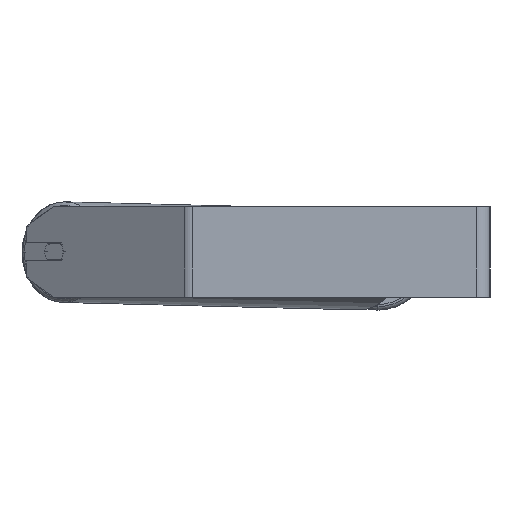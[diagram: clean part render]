
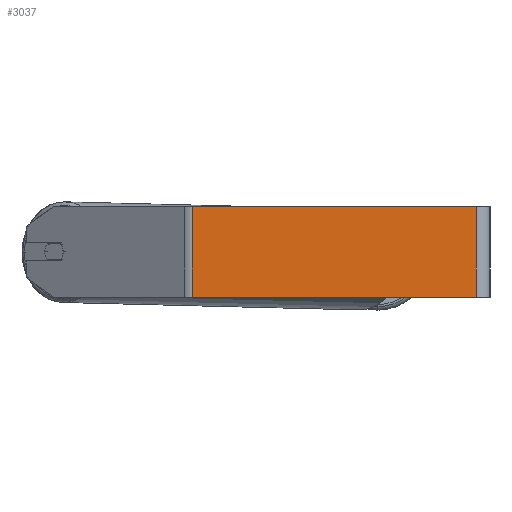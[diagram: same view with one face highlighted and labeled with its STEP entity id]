
A CAD part, left-side view. The second image highlights one B-rep face of the part: STEP entity #3037.
In plain terms, the highlighted planar face has unit normal (-1, 0, 0).
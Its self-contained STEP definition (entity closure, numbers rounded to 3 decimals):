
#133 = VECTOR ( 'NONE', #3574, 1000. ) ;
#587 = ORIENTED_EDGE ( 'NONE', *, *, #635, .T. ) ;
#635 = EDGE_CURVE ( 'NONE', #3946, #2295, #6937, .T. ) ;
#705 = EDGE_LOOP ( 'NONE', ( #7259, #1868, #6192, #587 ) ) ;
#742 = AXIS2_PLACEMENT_3D ( 'NONE', #8436, #8294, #2208 ) ;
#781 = CARTESIAN_POINT ( 'NONE',  ( -745., 263.088, 40. ) ) ;
#872 = CARTESIAN_POINT ( 'NONE',  ( -745., 263.088, 40. ) ) ;
#1276 = VECTOR ( 'NONE', #2312, 1000. ) ;
#1331 = CARTESIAN_POINT ( 'NONE',  ( -745., 266.872, 40. ) ) ;
#1397 = CARTESIAN_POINT ( 'NONE',  ( -745., 12., -40. ) ) ;
#1694 = LINE ( 'NONE', #7077, #3131 ) ;
#1855 = EDGE_CURVE ( 'NONE', #2295, #2687, #3020, .T. ) ;
#1868 = ORIENTED_EDGE ( 'NONE', *, *, #2775, .F. ) ;
#2208 = DIRECTION ( 'NONE',  ( 0., 0., -1. ) ) ;
#2295 = VERTEX_POINT ( 'NONE', #3643 ) ;
#2312 = DIRECTION ( 'NONE',  ( 0., -1., 0. ) ) ;
#2687 = VERTEX_POINT ( 'NONE', #1397 ) ;
#2775 = EDGE_CURVE ( 'NONE', #5174, #2687, #1694, .T. ) ;
#3020 = LINE ( 'NONE', #5857, #1276 ) ;
#3037 = ADVANCED_FACE ( 'NONE', ( #3699 ), #5064, .F. ) ;
#3131 = VECTOR ( 'NONE', #8359, 1000. ) ;
#3574 = DIRECTION ( 'NONE',  ( 0., 0., -1. ) ) ;
#3643 = CARTESIAN_POINT ( 'NONE',  ( -745., 263.088, -40. ) ) ;
#3699 = FACE_OUTER_BOUND ( 'NONE', #705, .T. ) ;
#3946 = VERTEX_POINT ( 'NONE', #781 ) ;
#4399 = CARTESIAN_POINT ( 'NONE',  ( -745., 12., 40. ) ) ;
#5064 = PLANE ( 'NONE',  #742 ) ;
#5174 = VERTEX_POINT ( 'NONE', #4399 ) ;
#5227 = EDGE_CURVE ( 'NONE', #3946, #5174, #7274, .T. ) ;
#5826 = VECTOR ( 'NONE', #6022, 1000. ) ;
#5857 = CARTESIAN_POINT ( 'NONE',  ( -745., 266.872, -40. ) ) ;
#6022 = DIRECTION ( 'NONE',  ( 0., -1., 0. ) ) ;
#6192 = ORIENTED_EDGE ( 'NONE', *, *, #5227, .F. ) ;
#6937 = LINE ( 'NONE', #872, #133 ) ;
#7077 = CARTESIAN_POINT ( 'NONE',  ( -745., 12., 40. ) ) ;
#7259 = ORIENTED_EDGE ( 'NONE', *, *, #1855, .T. ) ;
#7274 = LINE ( 'NONE', #1331, #5826 ) ;
#8294 = DIRECTION ( 'NONE',  ( 1., 0., 0. ) ) ;
#8359 = DIRECTION ( 'NONE',  ( 0., 0., -1. ) ) ;
#8436 = CARTESIAN_POINT ( 'NONE',  ( -745., 266.872, 40. ) ) ;
